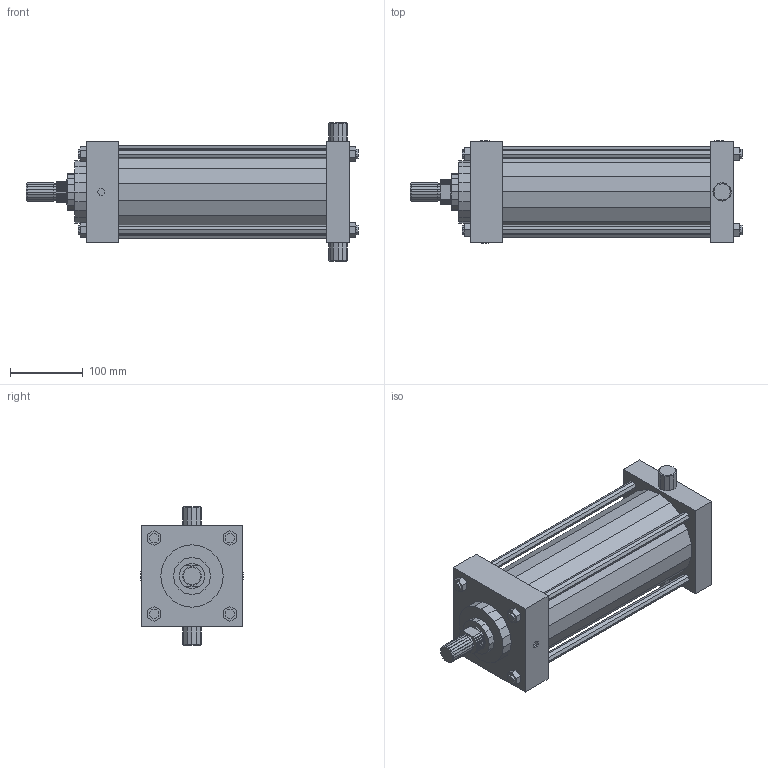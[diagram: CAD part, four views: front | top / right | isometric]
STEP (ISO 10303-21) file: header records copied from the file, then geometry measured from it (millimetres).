
FILE_DESCRIPTION( /* description */ ('STEP DATA'), /* implementation_level */ '2;1');
FILE_NAME (/* name */ 'instrux_sep13g.STP', /* time_stamp */ '2001-10-13 T12:37:35',/* author */ ('RV','RV'),/* organization */ ('WH','company name', 'STL, MO', 'US'),/* preprocessor_version */ 'preprocessor_version',/* originating_system */ 'technadraw', /* authorization */ 'authorization for sending files: unknown');
FILE_SCHEMA(('config_control_design'));
Length unit declared in the file: inch
Products named in the file (1): 2865000?1
Bounding box: 456.06 x 140.22 x 190.5 mm (x, y, z)
Volume: 3912157.3 mm3; surface area: 368928.8 mm2
Topology: 32 solids, 43 shells, 536 faces, 1454 edges, 988 vertices
Faces by surface type: plane 536
Entity records: 4774 total; most frequent: DIRECTION 1072, CARTESIAN_POINT 988, POLY_LOOP 541, AXIS2_PLACEMENT_3D 536, FACE_SURFACE 536, FACE_OUTER_BOUND 536, PLANE 536, FACE_BOUND 5
